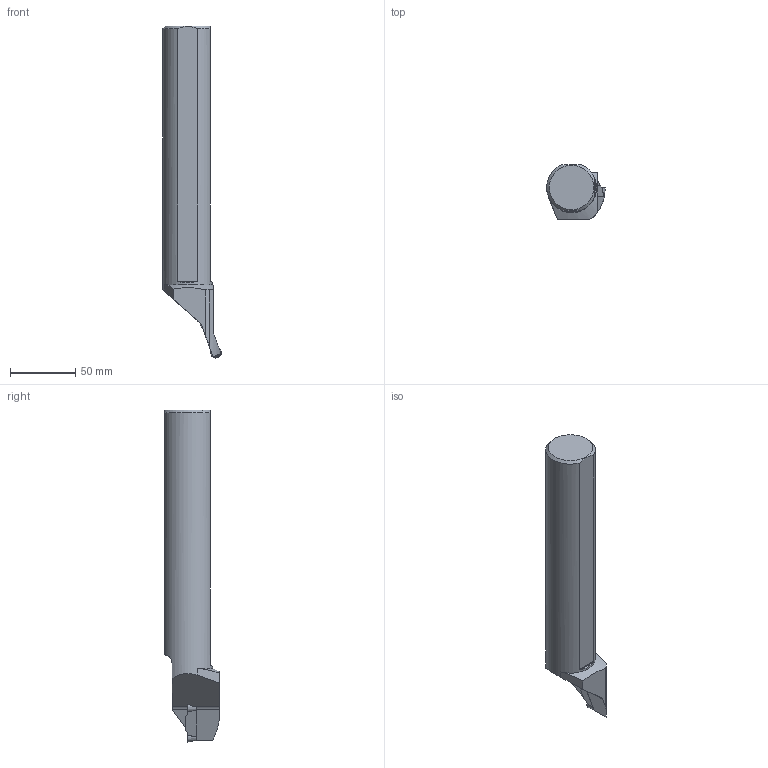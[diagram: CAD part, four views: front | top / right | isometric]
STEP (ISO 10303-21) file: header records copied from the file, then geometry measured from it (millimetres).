
FILE_DESCRIPTION(/* description */ (''),/* implementation_level */ '2;1');
FILE_NAME(/* name */ '1570457055828.stp',/* time_stamp */ '2019-10-07T16:04:22+02:00',/* author */ (''),/* organization */ ('SMS'),/* preprocessor_version */ 'ST-DEVELOPER v16.7',/* originating_system */ 'SIEMENS PLM Software NX 12.0',/* authorisation */ '');
FILE_SCHEMA (('AUTOMOTIVE_DESIGN { 1 0 10303 214 3 1 1 1 }'));
Length unit declared in the file: millimetre
Products named in the file (1): LAX123L094_24B_020_SIM4
Bounding box: 44.81 x 41.5 x 253.98 mm (x, y, z)
Volume: 245308.3 mm3; surface area: 31183.7 mm2
Topology: 2 solids, 2 shells, 70 faces, 194 edges, 128 vertices
Faces by surface type: plane 37, bspline 19, cylinder 10, cone 4
Entity records: 3919 total; most frequent: CARTESIAN_POINT 2310, ORIENTED_EDGE 384, DIRECTION 238, EDGE_CURVE 192, VERTEX_POINT 127, B_SPLINE_CURVE_WITH_KNOTS 88, AXIS2_PLACEMENT_3D 82, LINE 74
